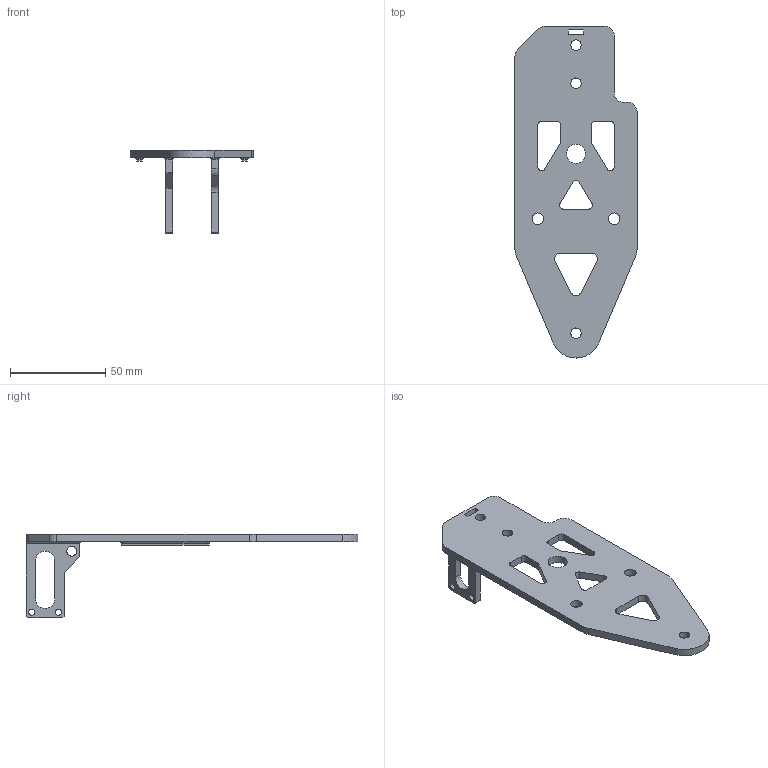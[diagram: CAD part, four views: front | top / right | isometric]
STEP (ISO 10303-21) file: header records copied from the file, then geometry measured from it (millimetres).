
FILE_DESCRIPTION(/* description */ (''),/* implementation_level */ '2;1');
FILE_NAME(/* name */ 'X Axis Support - Passive Side V2.step',/* time_stamp */ '2023-05-05T10:24:47-06:00',/* author */ (''),/* organization */ (''),/* preprocessor_version */ 'ST-DEVELOPER v19.2',/* originating_system */ 'Autodesk Translation Framework v12.4.0.73',/* authorisation */ '');
FILE_SCHEMA (('AUTOMOTIVE_DESIGN { 1 0 10303 214 3 1 1 }'));
Length unit declared in the file: millimetre
Products named in the file (2): X Axis Support - Passive Side V2; X Axis Support - Passive Side V2_1
Assembly tree (1 placements, depth 2):
  X Axis Support - Passive Side V2
    X Axis Support - Passive Side V2_1
Bounding box: 64 x 174 x 44 mm (x, y, z)
Volume: 36854.5 mm3; surface area: 23191.3 mm2
Topology: 1 solids, 1 shells, 128 faces, 352 edges, 228 vertices
Faces by surface type: cylinder 58, plane 58, bspline 8, torus 4
Full cylindrical faces by diameter (mm): 3.2 x4, 5.2 x2, 5.5 x3, 6 x2, 10 x1
Entity records: 4493 total; most frequent: CARTESIAN_POINT 1055, ORIENTED_EDGE 704, DIRECTION 702, EDGE_CURVE 352, AXIS2_PLACEMENT_3D 243, VERTEX_POINT 228, LINE 216, VECTOR 216
